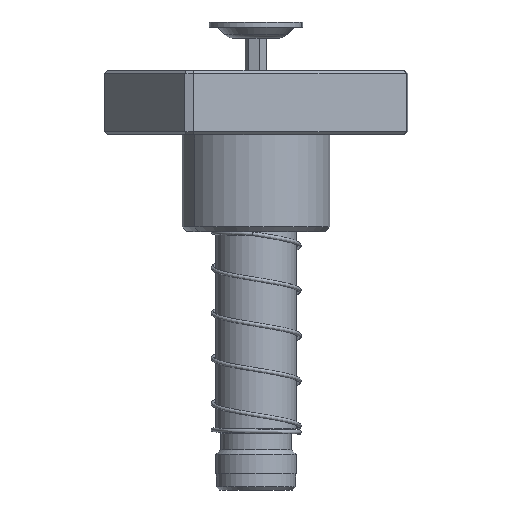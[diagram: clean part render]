
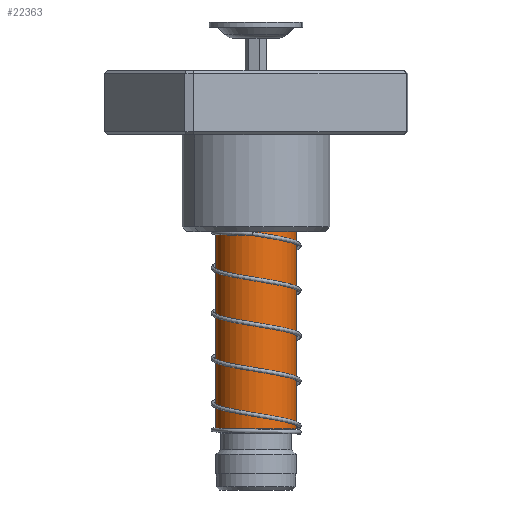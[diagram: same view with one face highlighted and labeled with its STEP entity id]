
A CAD part, front view. The second image highlights one B-rep face of the part: STEP entity #22363.
In plain terms, the highlighted cylindrical face has radius 12.5 mm (diameter 25 mm), a partial arc.
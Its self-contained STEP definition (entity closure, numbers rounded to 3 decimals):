
#216 = VERTEX_POINT ( 'NONE', #1545 ) ;
#582 = CARTESIAN_POINT ( 'NONE',  ( -12.5, 0., 130. ) ) ;
#1545 = CARTESIAN_POINT ( 'NONE',  ( -12.5, 0., 19. ) ) ;
#1776 = EDGE_CURVE ( 'NONE', #39832, #216, #29922, .T. ) ;
#2045 = AXIS2_PLACEMENT_3D ( 'NONE', #17252, #45491, #38111 ) ;
#7612 = CIRCLE ( 'NONE', #2045, 12.5 ) ;
#8656 = CARTESIAN_POINT ( 'NONE',  ( 12.5, 0., 19. ) ) ;
#10149 = CARTESIAN_POINT ( 'NONE',  ( 12.5, 0., 130. ) ) ;
#11532 = ORIENTED_EDGE ( 'NONE', *, *, #31642, .F. ) ;
#13674 = DIRECTION ( 'NONE',  ( 1., 0., 0. ) ) ;
#15625 = CARTESIAN_POINT ( 'NONE',  ( 12.5, 0., 127.5 ) ) ;
#17060 = EDGE_LOOP ( 'NONE', ( #11532, #44648, #36663, #30586 ) ) ;
#17252 = CARTESIAN_POINT ( 'NONE',  ( 0., 0., 19. ) ) ;
#17686 = CARTESIAN_POINT ( 'NONE',  ( 0., 0., 127.5 ) ) ;
#17785 = VECTOR ( 'NONE', #18532, 1000. ) ;
#18532 = DIRECTION ( 'NONE',  ( 0., 0., -1. ) ) ;
#19484 = DIRECTION ( 'NONE',  ( 0., 0., -1. ) ) ;
#20937 = EDGE_CURVE ( 'NONE', #33037, #216, #7612, .T. ) ;
#22363 = ADVANCED_FACE ( 'NONE', ( #31897 ), #40174, .T. ) ;
#25420 = AXIS2_PLACEMENT_3D ( 'NONE', #17686, #27864, #13674 ) ;
#26689 = CARTESIAN_POINT ( 'NONE',  ( -12.5, 0., 127.5 ) ) ;
#27023 = DIRECTION ( 'NONE',  ( -1., 0., 0. ) ) ;
#27130 = VECTOR ( 'NONE', #34691, 1000. ) ;
#27864 = DIRECTION ( 'NONE',  ( 0., 0., -1. ) ) ;
#29922 = LINE ( 'NONE', #582, #17785 ) ;
#30068 = EDGE_CURVE ( 'NONE', #39549, #39832, #33264, .T. ) ;
#30586 = ORIENTED_EDGE ( 'NONE', *, *, #20937, .F. ) ;
#31642 = EDGE_CURVE ( 'NONE', #39549, #33037, #40986, .T. ) ;
#31897 = FACE_OUTER_BOUND ( 'NONE', #17060, .T. ) ;
#33037 = VERTEX_POINT ( 'NONE', #8656 ) ;
#33264 = CIRCLE ( 'NONE', #25420, 12.5 ) ;
#34691 = DIRECTION ( 'NONE',  ( 0., 0., -1. ) ) ;
#36663 = ORIENTED_EDGE ( 'NONE', *, *, #1776, .T. ) ;
#38111 = DIRECTION ( 'NONE',  ( -1., 0., 0. ) ) ;
#39549 = VERTEX_POINT ( 'NONE', #15625 ) ;
#39832 = VERTEX_POINT ( 'NONE', #26689 ) ;
#39841 = AXIS2_PLACEMENT_3D ( 'NONE', #44494, #19484, #27023 ) ;
#40174 = CYLINDRICAL_SURFACE ( 'NONE', #39841, 12.5 ) ;
#40986 = LINE ( 'NONE', #10149, #27130 ) ;
#44494 = CARTESIAN_POINT ( 'NONE',  ( 0., 0., 130. ) ) ;
#44648 = ORIENTED_EDGE ( 'NONE', *, *, #30068, .T. ) ;
#45491 = DIRECTION ( 'NONE',  ( 0., 0., -1. ) ) ;
